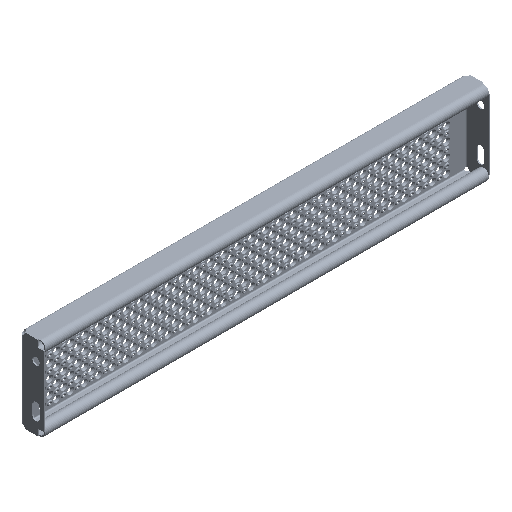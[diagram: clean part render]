
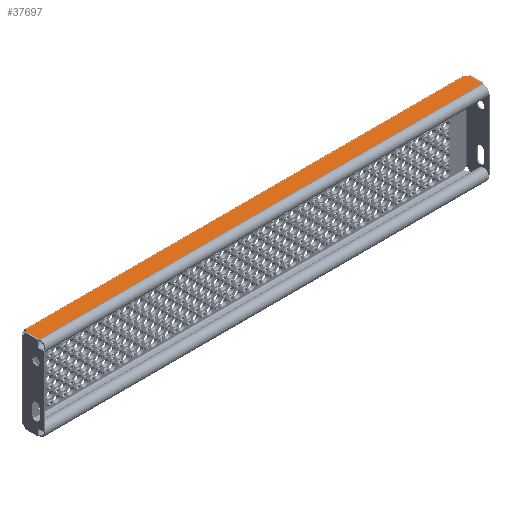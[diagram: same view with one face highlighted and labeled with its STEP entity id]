
A CAD part, isometric view. The second image highlights one B-rep face of the part: STEP entity #37697.
In plain terms, the highlighted planar face has unit normal (0, 0, 1).
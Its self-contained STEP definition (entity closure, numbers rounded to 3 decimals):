
#1881 = PLANE ( 'NONE',  #9615 ) ;
#1882 = CARTESIAN_POINT ( 'NONE',  ( -399., 145.712, 75. ) ) ;
#1883 = DIRECTION ( 'NONE',  ( 0., 0., 1. ) ) ;
#1884 = DIRECTION ( 'NONE',  ( 0., -1., 0. ) ) ;
#6696 = FACE_OUTER_BOUND ( 'NONE', #49182, .T. ) ;
#9615 = AXIS2_PLACEMENT_3D ( 'NONE', #1882, #1883, #1884 ) ;
#36281 = EDGE_CURVE ( 'NONE', #70131, #70129, #109654, .T. ) ;
#36308 = EDGE_CURVE ( 'NONE', #70134, #70136, #109658, .T. ) ;
#36317 = EDGE_CURVE ( 'NONE', #70142, #70146, #109662, .T. ) ;
#36325 = EDGE_CURVE ( 'NONE', #70146, #70136, #123698, .T. ) ;
#36328 = EDGE_CURVE ( 'NONE', #70129, #70142, #109664, .T. ) ;
#36329 = EDGE_CURVE ( 'NONE', #70134, #70131, #123694, .T. ) ;
#37697 = ADVANCED_FACE ( 'NONE', ( #6696 ), #1881, .T. ) ;
#41410 = CARTESIAN_POINT ( 'NONE',  ( -397.99, -32.498, 75. ) ) ;
#41411 = CARTESIAN_POINT ( 'NONE',  ( -397.99, -7.185, 75. ) ) ;
#41413 = CARTESIAN_POINT ( 'NONE',  ( -394.302, -4., 75. ) ) ;
#41414 = CARTESIAN_POINT ( 'NONE',  ( 394.302, -4., 75. ) ) ;
#41417 = CARTESIAN_POINT ( 'NONE',  ( 397.99, -32.498, 75. ) ) ;
#41419 = CARTESIAN_POINT ( 'NONE',  ( 397.99, -7.185, 75. ) ) ;
#43348 = ORIENTED_EDGE ( 'NONE', *, *, #36325, .T. ) ;
#43350 = ORIENTED_EDGE ( 'NONE', *, *, #36328, .T. ) ;
#43351 = ORIENTED_EDGE ( 'NONE', *, *, #36308, .F. ) ;
#43352 = ORIENTED_EDGE ( 'NONE', *, *, #36317, .T. ) ;
#43353 = ORIENTED_EDGE ( 'NONE', *, *, #36329, .T. ) ;
#43355 = ORIENTED_EDGE ( 'NONE', *, *, #36281, .T. ) ;
#49182 = EDGE_LOOP ( 'NONE', ( #43350, #43352, #43348, #43351, #43353, #43355 ) ) ;
#70129 = VERTEX_POINT ( 'NONE', #41410 ) ;
#70131 = VERTEX_POINT ( 'NONE', #41411 ) ;
#70134 = VERTEX_POINT ( 'NONE', #41413 ) ;
#70136 = VERTEX_POINT ( 'NONE', #41414 ) ;
#70142 = VERTEX_POINT ( 'NONE', #41417 ) ;
#70146 = VERTEX_POINT ( 'NONE', #41419 ) ;
#109654 = LINE ( 'NONE', #134866, #123667 ) ;
#109658 = LINE ( 'NONE', #134956, #123676 ) ;
#109662 = LINE ( 'NONE', #134964, #123687 ) ;
#109664 = LINE ( 'NONE', #134977, #123705 ) ;
#123667 = VECTOR ( 'NONE', #134867, 1000. ) ;
#123676 = VECTOR ( 'NONE', #134957, 1000. ) ;
#123687 = VECTOR ( 'NONE', #134965, 1000. ) ;
#123694 = CIRCLE ( 'NONE', #123707, 5. ) ;
#123698 = CIRCLE ( 'NONE', #123700, 5. ) ;
#123700 = AXIS2_PLACEMENT_3D ( 'NONE', #134974, #134975, #134976 ) ;
#123705 = VECTOR ( 'NONE', #134978, 1000. ) ;
#123707 = AXIS2_PLACEMENT_3D ( 'NONE', #134979, #134980, #134981 ) ;
#134866 = CARTESIAN_POINT ( 'NONE',  ( -397.99, -7.185, 75. ) ) ;
#134867 = DIRECTION ( 'NONE',  ( 0., -1., 0. ) ) ;
#134956 = CARTESIAN_POINT ( 'NONE',  ( -399., -4., 75. ) ) ;
#134957 = DIRECTION ( 'NONE',  ( 1., 0., 0. ) ) ;
#134964 = CARTESIAN_POINT ( 'NONE',  ( 397.99, -7.185, 75. ) ) ;
#134965 = DIRECTION ( 'NONE',  ( 0., 1., 0. ) ) ;
#134974 = CARTESIAN_POINT ( 'NONE',  ( 399., -2.288, 75. ) ) ;
#134975 = DIRECTION ( 'NONE',  ( 0., 0., -1. ) ) ;
#134976 = DIRECTION ( 'NONE',  ( 0., -1., 0. ) ) ;
#134977 = CARTESIAN_POINT ( 'NONE',  ( -397.99, -32.498, 75. ) ) ;
#134978 = DIRECTION ( 'NONE',  ( 1., 0., 0. ) ) ;
#134979 = CARTESIAN_POINT ( 'NONE',  ( -399., -2.288, 75. ) ) ;
#134980 = DIRECTION ( 'NONE',  ( 0., 0., -1. ) ) ;
#134981 = DIRECTION ( 'NONE',  ( 0., -1., 0. ) ) ;
